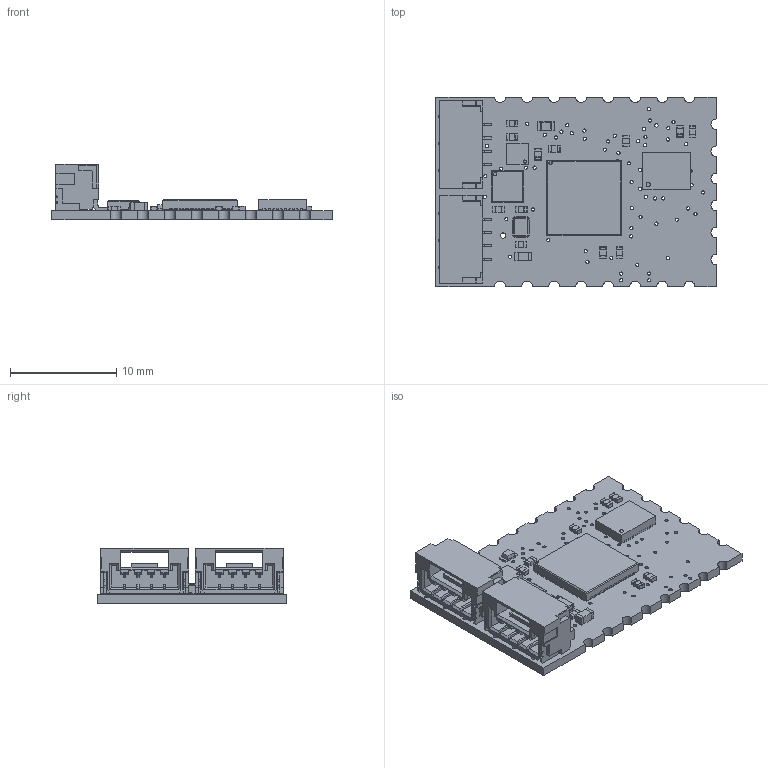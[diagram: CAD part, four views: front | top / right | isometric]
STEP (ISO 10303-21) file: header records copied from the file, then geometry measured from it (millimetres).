
FILE_DESCRIPTION(/* description */ (''),/* implementation_level */ '2;1');
FILE_NAME(/* name */ 'Flyfocus_Bird_CANdy_V1.0 v5.step',/* time_stamp */ '2021-08-03T15:24:00+02:00',/* author */ (''),/* organization */ (''),/* preprocessor_version */ 'ST-DEVELOPER v18.1',/* originating_system */ 'Autodesk Translation Framework v10.9.0.1377',/* authorisation */ '');
FILE_SCHEMA (('AUTOMOTIVE_DESIGN { 1 0 10303 214 3 1 1 }'));
Length unit declared in the file: millimetre
Products named in the file (20): Flyfocus_Bird_CANdy_V1.0; PCB Component; Board; STM32F412CEU6TRUFQFPN-48_7X7X0P55MM-M; TJA1051TK/3/1J; SM04B-GHS-TB(LF)(SN)-; TPS74633PQWDRVRQ1; TXS0108ERGYR; 120R/thick_film; Ferrite; Contact; 2X1.6_CRYSTAL; MA08-1; MA08-1 (1); MA06-1; 33R; SJ; SJ_2; 0402.LED; Model
Assembly tree (32 placements, depth 4):
  Flyfocus_Bird_CANdy_V1.0
    PCB Component
      Board
      STM32F412CEU6TRUFQFPN-48_7X7X0P55MM-M
      SM04B-GHS-TB(LF)(SN)-  x2
      TJA1051TK/3/1J
      TPS74633PQWDRVRQ1
      TXS0108ERGYR
      120R/thick_film
        Ferrite
        Contact  x2
      2X1.6_CRYSTAL
      MA08-1
      MA08-1 (1)
      MA06-1
      33R  x12
      SJ
      SJ_2
      0402.LED
        Model
Bounding box: 26.33 x 17.77 x 5.22 mm (x, y, z)
Volume: 645.1 mm3; surface area: 2063 mm2
Topology: 114 solids, 114 shells, 2532 faces, 6017 edges, 3742 vertices
Faces by surface type: plane 1766, cylinder 554, sphere 208, bspline 4
Full cylindrical faces by diameter (mm): 0.3 x94, 0.4 x2, 0.5 x1, 0.55 x2
Entity records: 50344 total; most frequent: CARTESIAN_POINT 8511, ORIENTED_EDGE 8248, DIRECTION 8076, EDGE_CURVE 4124, LINE 3554, VECTOR 3554, VERTEX_POINT 2660, AXIS2_PLACEMENT_3D 2261
